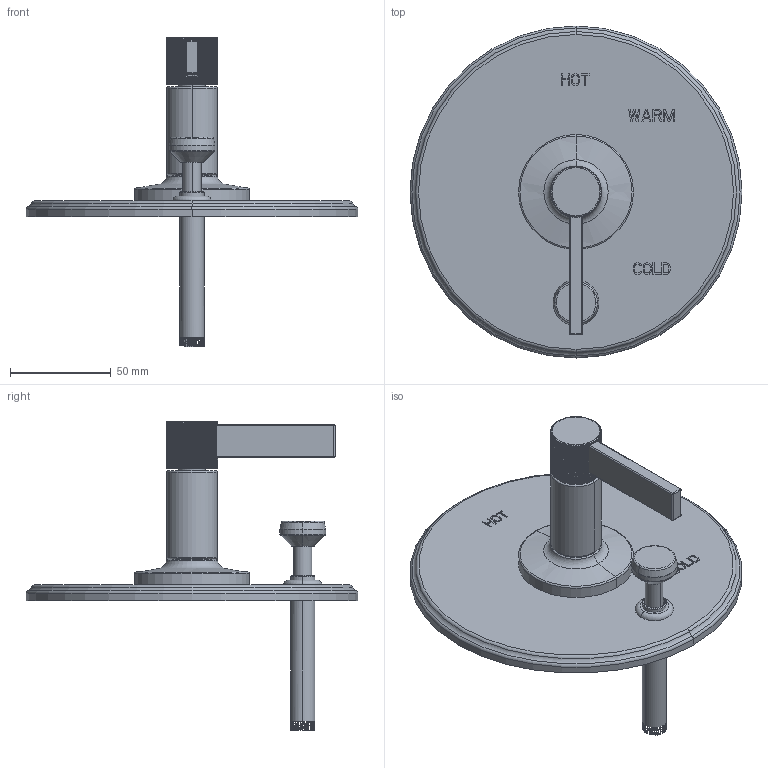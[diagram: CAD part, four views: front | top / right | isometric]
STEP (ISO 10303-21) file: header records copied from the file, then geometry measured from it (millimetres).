
FILE_DESCRIPTION((''),'2;1');
FILE_NAME('5-3232BP_ASM','2019-11-11T07:38:24',('rsmith'),(''),'CREO PARAMETRIC BY PTC INC, 2018400','CREO PARAMETRIC BY PTC INC, 2018400','');
FILE_SCHEMA(('CONFIG_CONTROL_DESIGN'));
Length unit declared in the file: inch
Products named in the file (25): 11118_AF2; 91033; H-78; 2-438_AF2_ASM; 91065_AF2; 10497_AF2; 10496_AF2; 10498; 2-217_AF2_ASM; 13118; 91773; 20-431_ASM; 13119; 91017; 12506; 91049; 91371; 92399; 13120; 91018; 13121; 92984; 20-425_ASM; 3-644_ASM; 5-3232BP_ASM
Assembly tree (26 placements, depth 4):
  5-3232BP_ASM
    2-438_AF2_ASM
      11118_AF2
      91033
      H-78
    2-217_AF2_ASM
      91065_AF2
      10497_AF2
      10496_AF2
      10498
    3-644_ASM
      20-431_ASM
        13118
        91773
      20-425_ASM
        13119
        91017  x2
        12506
        91049
        91371
        92399
        13120
        91018
        13121
        92984  x2
Bounding box: 165.1 x 165.1 x 153.7 mm (x, y, z)
Volume: 86397.5 mm3; surface area: 126860.8 mm2
Topology: 21 solids, 42 shells, 1753 faces, 5048 edges, 3377 vertices
Faces by surface type: plane 809, cylinder 609, bspline 134, torus 96, cone 85, sphere 16, extrusion 4
Entity records: 175759 total; most frequent: CARTESIAN_POINT 132885, ORIENTED_EDGE 9331, DIRECTION 7795, EDGE_CURVE 4910, VERTEX_POINT 3296, AXIS2_PLACEMENT_3D 2730, VECTOR 2335, LINE 2331
